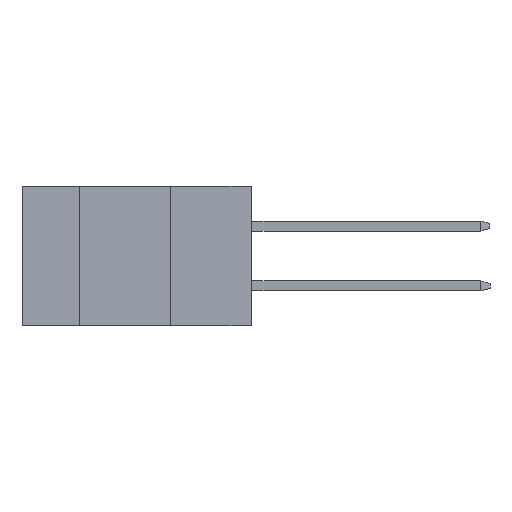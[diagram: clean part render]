
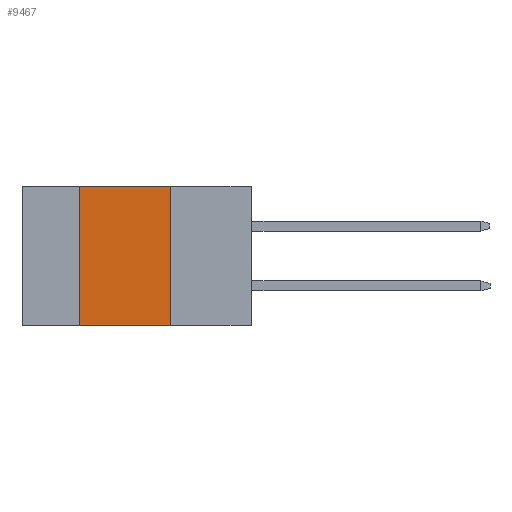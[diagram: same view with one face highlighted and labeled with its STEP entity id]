
A CAD part, left-side view. The second image highlights one B-rep face of the part: STEP entity #9467.
In plain terms, the highlighted planar face has unit normal (-1, 0, 0).
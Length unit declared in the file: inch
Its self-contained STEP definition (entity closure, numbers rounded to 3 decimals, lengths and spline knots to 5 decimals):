
#391 = VERTEX_POINT ( 'NONE', #9019 ) ;
#621 = EDGE_CURVE ( 'NONE', #391, #14845, #8666, .T. ) ;
#1060 = CARTESIAN_POINT ( 'NONE',  ( 0., 0.72, 0. ) ) ;
#1653 = VECTOR ( 'NONE', #17613, 39.37008 ) ;
#2128 = CARTESIAN_POINT ( 'NONE',  ( 0., 0.54, 0. ) ) ;
#2279 = CARTESIAN_POINT ( 'NONE',  ( 0., 0.72, 0. ) ) ;
#2886 = ORIENTED_EDGE ( 'NONE', *, *, #15688, .F. ) ;
#3653 = CARTESIAN_POINT ( 'NONE',  ( 0., 0.254, -0.437 ) ) ;
#4753 = VERTEX_POINT ( 'NONE', #10168 ) ;
#4927 = LINE ( 'NONE', #3653, #1653 ) ;
#5093 = EDGE_CURVE ( 'NONE', #391, #4753, #14458, .T. ) ;
#6632 = ORIENTED_EDGE ( 'NONE', *, *, #5093, .T. ) ;
#6836 = VECTOR ( 'NONE', #12172, 39.37008 ) ;
#7234 = FACE_OUTER_BOUND ( 'NONE', #8674, .T. ) ;
#7725 = CARTESIAN_POINT ( 'NONE',  ( 0., 0.254, 0. ) ) ;
#8488 = ORIENTED_EDGE ( 'NONE', *, *, #621, .F. ) ;
#8666 = LINE ( 'NONE', #10036, #18806 ) ;
#8674 = EDGE_LOOP ( 'NONE', ( #2886, #14613, #8488, #6632 ) ) ;
#8895 = LINE ( 'NONE', #2279, #6836 ) ;
#9019 = CARTESIAN_POINT ( 'NONE',  ( 0., 0.54, -0.437 ) ) ;
#9229 = DIRECTION ( 'NONE',  ( 0., 0., -1. ) ) ;
#9467 = ADVANCED_FACE ( 'NONE', ( #7234 ), #13554, .F. ) ;
#10036 = CARTESIAN_POINT ( 'NONE',  ( 0., 0.54, -0.437 ) ) ;
#10168 = CARTESIAN_POINT ( 'NONE',  ( 0., 0.254, -0.437 ) ) ;
#12172 = DIRECTION ( 'NONE',  ( 0., -1., 0. ) ) ;
#13532 = VECTOR ( 'NONE', #18018, 39.37008 ) ;
#13554 = PLANE ( 'NONE',  #20490 ) ;
#14458 = LINE ( 'NONE', #17704, #13532 ) ;
#14613 = ORIENTED_EDGE ( 'NONE', *, *, #15818, .F. ) ;
#14845 = VERTEX_POINT ( 'NONE', #2128 ) ;
#15688 = EDGE_CURVE ( 'NONE', #17813, #4753, #4927, .T. ) ;
#15818 = EDGE_CURVE ( 'NONE', #14845, #17813, #8895, .T. ) ;
#16443 = DIRECTION ( 'NONE',  ( 0., 0., 1. ) ) ;
#17613 = DIRECTION ( 'NONE',  ( 0., 0., -1. ) ) ;
#17704 = CARTESIAN_POINT ( 'NONE',  ( 0., 0.72, -0.437 ) ) ;
#17813 = VERTEX_POINT ( 'NONE', #7725 ) ;
#18018 = DIRECTION ( 'NONE',  ( 0., -1., 0. ) ) ;
#18356 = DIRECTION ( 'NONE',  ( 1., 0., 0. ) ) ;
#18806 = VECTOR ( 'NONE', #16443, 39.37008 ) ;
#20490 = AXIS2_PLACEMENT_3D ( 'NONE', #1060, #18356, #9229 ) ;
